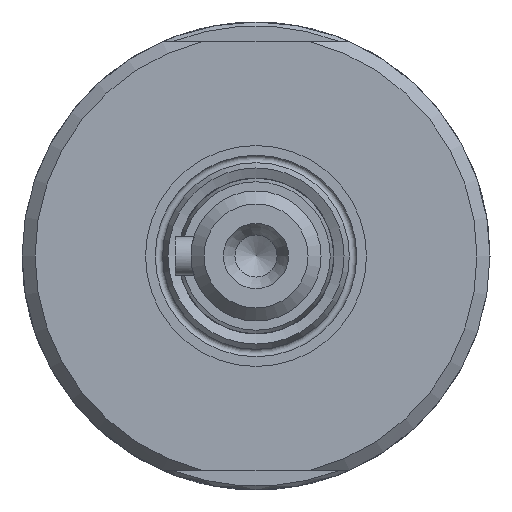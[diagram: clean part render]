
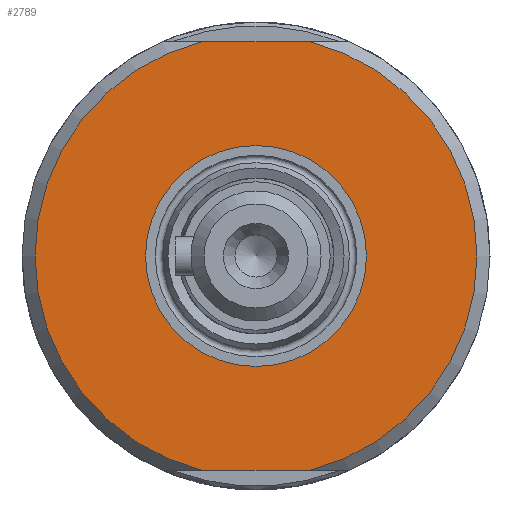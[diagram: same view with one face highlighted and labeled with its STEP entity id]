
A CAD part, left-side view. The second image highlights one B-rep face of the part: STEP entity #2789.
In plain terms, the highlighted planar face has unit normal (-1, 0, 0).
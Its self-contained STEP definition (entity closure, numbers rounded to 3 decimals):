
#118=LINE('',#4004,#364);
#123=LINE('',#4040,#369);
#364=VECTOR('',#3241,10.);
#369=VECTOR('',#3252,10.);
#759=FACE_BOUND('',#947,.T.);
#790=FACE_OUTER_BOUND('',#946,.T.);
#946=EDGE_LOOP('',(#1924,#1925,#1926,#1927));
#947=EDGE_LOOP('',(#1928,#1929));
#1112=CIRCLE('',#2970,17.);
#1117=CIRCLE('',#2978,17.);
#1119=CIRCLE('',#2982,8.5);
#1120=CIRCLE('',#2983,8.5);
#1223=VERTEX_POINT('',#3999);
#1224=VERTEX_POINT('',#4003);
#1230=VERTEX_POINT('',#4021);
#1234=VERTEX_POINT('',#4036);
#1235=VERTEX_POINT('',#4054);
#1236=VERTEX_POINT('',#4055);
#1490=EDGE_CURVE('',#1224,#1223,#118,.T.);
#1502=EDGE_CURVE('',#1230,#1234,#123,.T.);
#1503=EDGE_CURVE('',#1224,#1234,#1112,.T.);
#1508=EDGE_CURVE('',#1230,#1223,#1117,.T.);
#1510=EDGE_CURVE('',#1235,#1236,#1119,.T.);
#1511=EDGE_CURVE('',#1236,#1235,#1120,.T.);
#1924=ORIENTED_EDGE('',*,*,#1490,.T.);
#1925=ORIENTED_EDGE('',*,*,#1508,.F.);
#1926=ORIENTED_EDGE('',*,*,#1502,.T.);
#1927=ORIENTED_EDGE('',*,*,#1503,.F.);
#1928=ORIENTED_EDGE('',*,*,#1510,.T.);
#1929=ORIENTED_EDGE('',*,*,#1511,.T.);
#2683=PLANE('',#2981);
#2789=ADVANCED_FACE('',(#790,#759),#2683,.T.);
#2970=AXIS2_PLACEMENT_3D('',#4042,#3255,#3256);
#2978=AXIS2_PLACEMENT_3D('',#4050,#3271,#3272);
#2981=AXIS2_PLACEMENT_3D('',#4053,#3277,#3278);
#2982=AXIS2_PLACEMENT_3D('',#4056,#3279,#3280);
#2983=AXIS2_PLACEMENT_3D('',#4057,#3281,#3282);
#3241=DIRECTION('',(0.,-1.,0.));
#3252=DIRECTION('',(0.,1.,0.));
#3255=DIRECTION('center_axis',(1.,0.,0.));
#3256=DIRECTION('ref_axis',(0.,-1.,0.));
#3271=DIRECTION('center_axis',(1.,0.,0.));
#3272=DIRECTION('ref_axis',(0.,-1.,0.));
#3277=DIRECTION('center_axis',(-1.,0.,0.));
#3278=DIRECTION('ref_axis',(0.,0.,
1.));
#3279=DIRECTION('center_axis',(1.,0.,0.));
#3280=DIRECTION('ref_axis',(0.,1.,0.));
#3281=DIRECTION('center_axis',(1.,0.,0.));
#3282=DIRECTION('ref_axis',(0.,1.,0.));
#3999=CARTESIAN_POINT('',(-113.2,-4.093,-16.5));
#4003=CARTESIAN_POINT('',(-113.2,4.093,-16.5));
#4004=CARTESIAN_POINT('',(-113.2,0.903,-16.5));
#4021=CARTESIAN_POINT('',(-113.2,-4.093,16.5));
#4036=CARTESIAN_POINT('',(-113.2,4.093,16.5));
#4040=CARTESIAN_POINT('',(-113.2,8.097,16.5));
#4042=CARTESIAN_POINT('Origin',(-113.2,0.,0.));
#4050=CARTESIAN_POINT('Origin',(-113.2,0.,0.));
#4053=CARTESIAN_POINT('Origin',(-113.2,9.,0.));
#4054=CARTESIAN_POINT('',(-113.2,8.5,0.));
#4055=CARTESIAN_POINT('',(-113.2,-8.5,0.));
#4056=CARTESIAN_POINT('Origin',(-113.2,0.,0.));
#4057=CARTESIAN_POINT('Origin',(-113.2,0.,0.));
